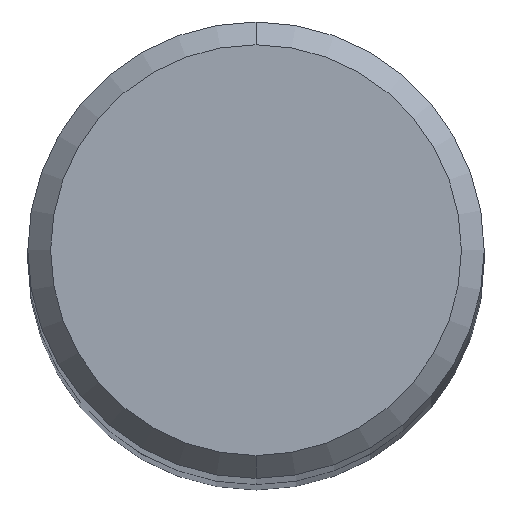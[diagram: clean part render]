
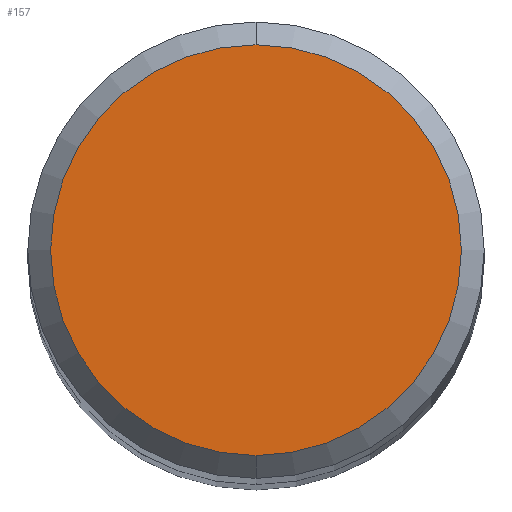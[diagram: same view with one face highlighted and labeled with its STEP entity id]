
A CAD part, top view. The second image highlights one B-rep face of the part: STEP entity #157.
In plain terms, the highlighted planar face has unit normal (0, 0, 1).
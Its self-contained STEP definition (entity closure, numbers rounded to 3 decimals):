
#89=VERTEX_POINT('',#209);
#133=VERTEX_POINT('',#259);
#135=EDGE_CURVE('',#89,#133,#261,.T.);
#157=ADVANCED_FACE('',(#284),#285,.T.);
#169=EDGE_CURVE('',#133,#89,#299,.T.);
#209=CARTESIAN_POINT('',(0.0,3.6,0.0));
#259=CARTESIAN_POINT('',(0.,-3.6,0.0));
#261=CIRCLE('',#403,3.6);
#284=FACE_OUTER_BOUND('',#428,.T.);
#285=PLANE('',#429);
#299=CIRCLE('',#447,3.6);
#403=AXIS2_PLACEMENT_3D('',#537,#538,#539);
#428=EDGE_LOOP('',(#563,#564));
#429=AXIS2_PLACEMENT_3D('',#565,#566,#567);
#447=AXIS2_PLACEMENT_3D('',#586,#587,#588);
#537=CARTESIAN_POINT('',(0.0,0.0,0.0));
#538=DIRECTION('',(0.0,0.0,-1.0));
#539=DIRECTION('',(0.0,1.0,0.0));
#563=ORIENTED_EDGE('',*,*,#135,.F.);
#564=ORIENTED_EDGE('',*,*,#169,.F.);
#565=CARTESIAN_POINT('',(0.0,1.8,0.0));
#566=DIRECTION('',(-0.0,0.0,1.0));
#567=DIRECTION('',(0.0,-1.0,0.0));
#586=CARTESIAN_POINT('',(0.0,0.0,0.0));
#587=DIRECTION('',(0.0,0.0,-1.0));
#588=DIRECTION('',(0.0,1.0,0.0));
